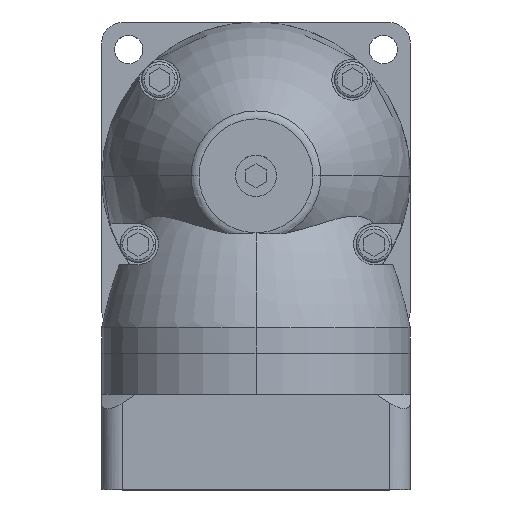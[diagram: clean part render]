
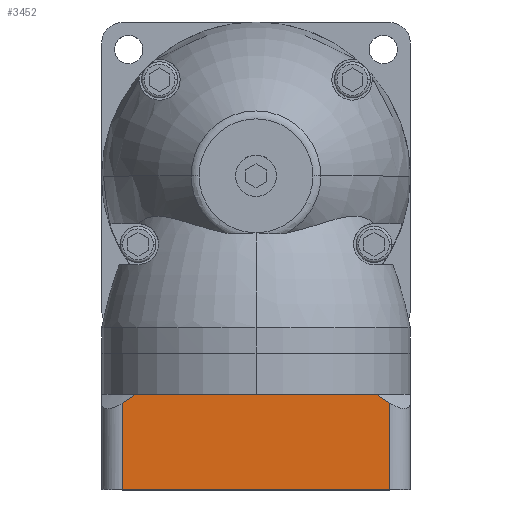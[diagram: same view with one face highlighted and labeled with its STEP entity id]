
A CAD part, top view. The second image highlights one B-rep face of the part: STEP entity #3452.
In plain terms, the highlighted planar face has unit normal (0, 0, 1).
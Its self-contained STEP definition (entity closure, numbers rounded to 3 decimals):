
#198 = CARTESIAN_POINT ( 'NONE',  ( -25.116, -43.62, 30. ) ) ;
#206 = EDGE_CURVE ( 'NONE', #4465, #9752, #7477, .T. ) ;
#393 = CARTESIAN_POINT ( 'NONE',  ( -26., -42.5, 30. ) ) ;
#655 = CARTESIAN_POINT ( 'NONE',  ( 26., -61., 30. ) ) ;
#817 = ORIENTED_EDGE ( 'NONE', *, *, #206, .F. ) ;
#1459 = EDGE_CURVE ( 'NONE', #2437, #5886, #4768, .T. ) ;
#1992 = ORIENTED_EDGE ( 'NONE', *, *, #7565, .T. ) ;
#2129 = VECTOR ( 'NONE', #7490, 1000. ) ;
#2167 = CARTESIAN_POINT ( 'NONE',  ( 23.324, -42.5, 30. ) ) ;
#2265 = LINE ( 'NONE', #10396, #6058 ) ;
#2437 = VERTEX_POINT ( 'NONE', #10197 ) ;
#2662 = CARTESIAN_POINT ( 'NONE',  ( -26., -61., 30. ) ) ;
#2840 = AXIS2_PLACEMENT_3D ( 'NONE', #2662, #3583, #7905 ) ;
#2860 = CARTESIAN_POINT ( 'NONE',  ( -26., -44.199, 30. ) ) ;
#3166 = CARTESIAN_POINT ( 'NONE',  ( 25.117, -43.62, 30. ) ) ;
#3452 = ADVANCED_FACE ( 'NONE', ( #3642 ), #9759, .F. ) ;
#3583 = DIRECTION ( 'NONE',  ( 0., 0., -1. ) ) ;
#3642 = FACE_OUTER_BOUND ( 'NONE', #10839, .T. ) ;
#3848 = EDGE_CURVE ( 'NONE', #9752, #2437, #2265, .T. ) ;
#3971 = LINE ( 'NONE', #393, #2129 ) ;
#4465 = VERTEX_POINT ( 'NONE', #9282 ) ;
#4734 = CARTESIAN_POINT ( 'NONE',  ( 26., -44.199, 30. ) ) ;
#4768 = B_SPLINE_CURVE_WITH_KNOTS ( 'NONE', 3,
 ( #2860, #198, #6341, #8111 ),
 .UNSPECIFIED., .F., .F.,
 ( 4, 4 ),
 ( 0.041, 0.044 ),
 .UNSPECIFIED. ) ;
#4796 = CARTESIAN_POINT ( 'NONE',  ( 24.224, -43.052, 30. ) ) ;
#4889 = CARTESIAN_POINT ( 'NONE',  ( -26., -61., 30. ) ) ;
#4899 = ORIENTED_EDGE ( 'NONE', *, *, #8812, .T. ) ;
#4926 = VERTEX_POINT ( 'NONE', #2167 ) ;
#4944 = LINE ( 'NONE', #655, #6526 ) ;
#5795 = CARTESIAN_POINT ( 'NONE',  ( -26., -61., 30. ) ) ;
#5886 = VERTEX_POINT ( 'NONE', #8730 ) ;
#6058 = VECTOR ( 'NONE', #10514, 1000. ) ;
#6341 = CARTESIAN_POINT ( 'NONE',  ( -24.224, -43.053, 30. ) ) ;
#6526 = VECTOR ( 'NONE', #7636, 1000. ) ;
#7357 = VERTEX_POINT ( 'NONE', #8991 ) ;
#7477 = LINE ( 'NONE', #4889, #9885 ) ;
#7490 = DIRECTION ( 'NONE',  ( -1., 0., 0. ) ) ;
#7565 = EDGE_CURVE ( 'NONE', #4465, #7357, #4944, .T. ) ;
#7636 = DIRECTION ( 'NONE',  ( 0., 1., 0. ) ) ;
#7905 = DIRECTION ( 'NONE',  ( 0., 1., 0. ) ) ;
#8111 = CARTESIAN_POINT ( 'NONE',  ( -23.324, -42.5, 30. ) ) ;
#8397 = DIRECTION ( 'NONE',  ( -1., 0., 0. ) ) ;
#8730 = CARTESIAN_POINT ( 'NONE',  ( -23.324, -42.5, 30. ) ) ;
#8790 = EDGE_CURVE ( 'NONE', #4926, #7357, #11365, .T. ) ;
#8812 = EDGE_CURVE ( 'NONE', #4926, #5886, #3971, .T. ) ;
#8991 = CARTESIAN_POINT ( 'NONE',  ( 26., -44.199, 30. ) ) ;
#9179 = CARTESIAN_POINT ( 'NONE',  ( 23.324, -42.5, 30. ) ) ;
#9282 = CARTESIAN_POINT ( 'NONE',  ( 26., -61., 30. ) ) ;
#9534 = ORIENTED_EDGE ( 'NONE', *, *, #1459, .F. ) ;
#9752 = VERTEX_POINT ( 'NONE', #5795 ) ;
#9759 = PLANE ( 'NONE',  #2840 ) ;
#9885 = VECTOR ( 'NONE', #8397, 1000. ) ;
#9992 = ORIENTED_EDGE ( 'NONE', *, *, #8790, .F. ) ;
#10091 = ORIENTED_EDGE ( 'NONE', *, *, #3848, .F. ) ;
#10197 = CARTESIAN_POINT ( 'NONE',  ( -26., -44.199, 30. ) ) ;
#10396 = CARTESIAN_POINT ( 'NONE',  ( -26., -61., 30. ) ) ;
#10514 = DIRECTION ( 'NONE',  ( 0., 1., 0. ) ) ;
#10839 = EDGE_LOOP ( 'NONE', ( #9534, #10091, #817, #1992, #9992, #4899 ) ) ;
#11365 = B_SPLINE_CURVE_WITH_KNOTS ( 'NONE', 3,
 ( #9179, #4796, #3166, #4734 ),
 .UNSPECIFIED., .F., .F.,
 ( 4, 4 ),
 ( 0.094, 0.097 ),
 .UNSPECIFIED. ) ;
